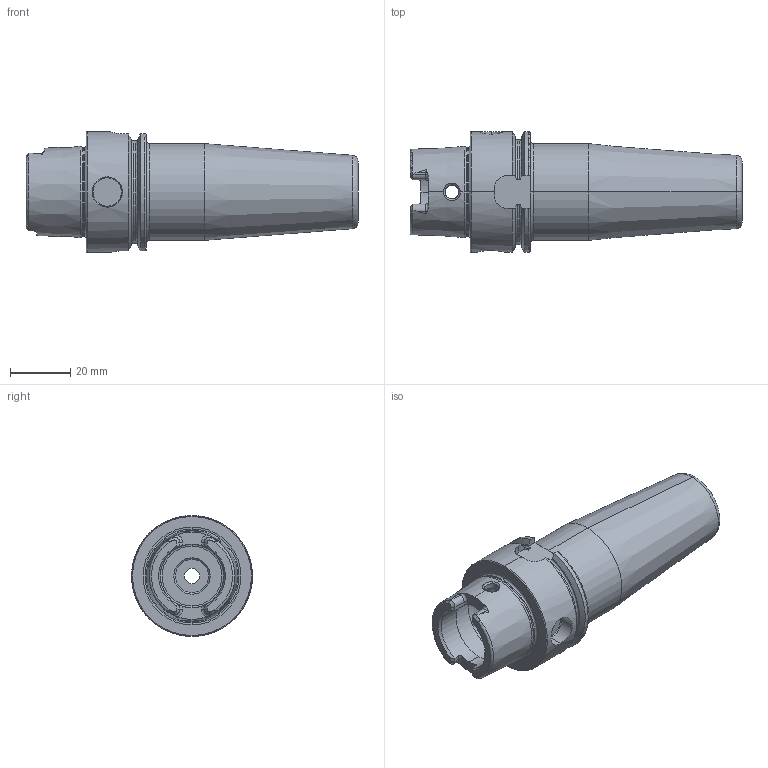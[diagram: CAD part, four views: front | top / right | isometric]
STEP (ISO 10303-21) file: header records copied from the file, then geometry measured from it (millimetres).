
FILE_DESCRIPTION (( 'STEP AP203' ), '1' );
FILE_NAME ('HA4-S12.K01.090.STEP', '2015-09-02T07:18:41', ( 'SwiAdmin' ), ( '' ), 'SwSTEP 2.0', 'SolidWorks 2015', '' );
FILE_SCHEMA (( 'CONFIG_CONTROL_DESIGN' ));
Length unit declared in the file: millimetre
Products named in the file (3): HA4-S12.K01.090; HA4-S12.K01.090_C_Fertigbearbeitung; ERU-AN4.K01.020_A
Assembly tree (2 placements, depth 2):
  HA4-S12.K01.090
    HA4-S12.K01.090_C_Fertigbearbeitung
    ERU-AN4.K01.020_A
Bounding box: 109.9 x 40 x 40 mm (x, y, z)
Volume: 64705.2 mm3; surface area: 19162.1 mm2
Topology: 2 solids, 2 shells, 227 faces, 570 edges, 349 vertices
Faces by surface type: plane 82, cylinder 62, torus 41, cone 38, bspline 4
Entity records: 8254 total; most frequent: CARTESIAN_POINT 2600, ORIENTED_EDGE 1140, DIRECTION 1127, EDGE_CURVE 570, AXIS2_PLACEMENT_3D 446, VERTEX_POINT 349, EDGE_LOOP 237, VECTOR 235
